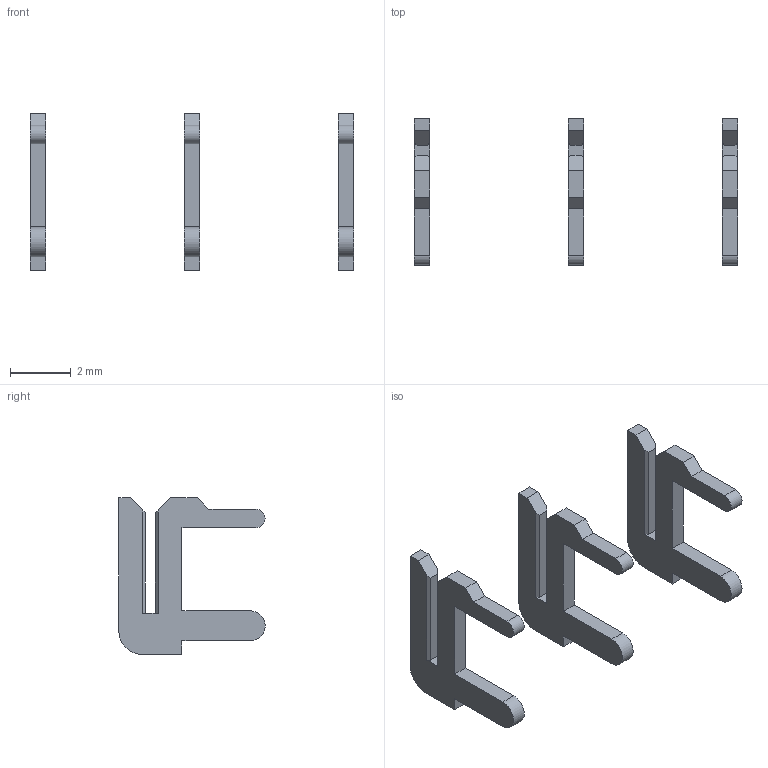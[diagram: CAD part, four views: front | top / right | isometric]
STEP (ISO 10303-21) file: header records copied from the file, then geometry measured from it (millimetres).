
FILE_DESCRIPTION (( 'STEP AP203' ), '1' );
FILE_NAME ('105-003-208-200.STEP', '2020-04-07T22:08:11', ( '' ), ( '' ), 'SwSTEP 2.0', 'SolidWorks 2016', '' );
FILE_SCHEMA (( 'CONFIG_CONTROL_DESIGN' ));
Length unit declared in the file: inch
Products named in the file (2): 105-003-208-200; 100-290-001_100-290-208
Assembly tree (3 placements, depth 2):
  105-003-208-200
    100-290-001_100-290-208  x3
Bounding box: 10.67 x 4.83 x 5.17 mm (x, y, z)
Volume: 20.6 mm3; surface area: 127.5 mm2
Topology: 3 solids, 3 shells, 75 faces, 207 edges, 138 vertices
Faces by surface type: plane 66, cylinder 9
Entity records: 1053 total; most frequent: CARTESIAN_POINT 146, ORIENTED_EDGE 138, DIRECTION 137, EDGE_CURVE 69, LINE 63, VECTOR 63, VERTEX_POINT 46, AXIS2_PLACEMENT_3D 37
